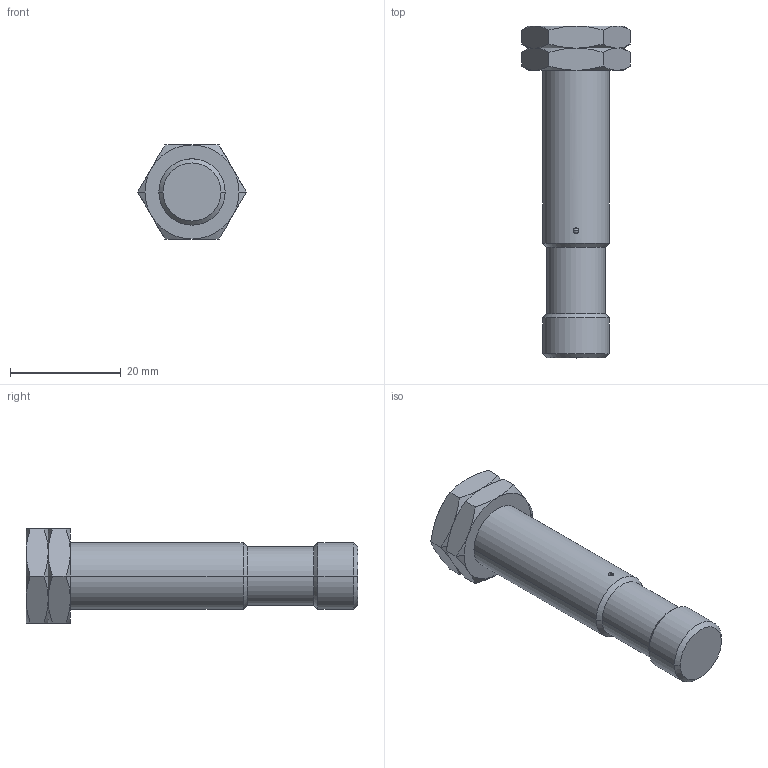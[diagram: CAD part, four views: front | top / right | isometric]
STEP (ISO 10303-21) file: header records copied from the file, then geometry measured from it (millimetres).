
FILE_DESCRIPTION(('STEP AP203'),'1');
FILE_NAME(' ',' ',('TraceParts'),('TraceParts S.A.'),'XStep 1.0',' ',' ');
FILE_SCHEMA(('CONFIG_CONTROL_DESIGN'));
Length unit declared in the file: millimetre
Products named in the file (3): 1; 2; 3
Bounding box: 19.63 x 60 x 17 mm (x, y, z)
Volume: 7633.9 mm3; surface area: 3700.6 mm2
Topology: 3 solids, 3 shells, 80 faces, 168 edges, 93 vertices
Faces by surface type: cone 48, plane 18, cylinder 12, sphere 2
Entity records: 2292 total; most frequent: CARTESIAN_POINT 568, DIRECTION 350, ORIENTED_EDGE 332, EDGE_CURVE 166, AXIS2_PLACEMENT_3D 151, VERTEX_POINT 93, EDGE_LOOP 85, ADVANCED_FACE 80
